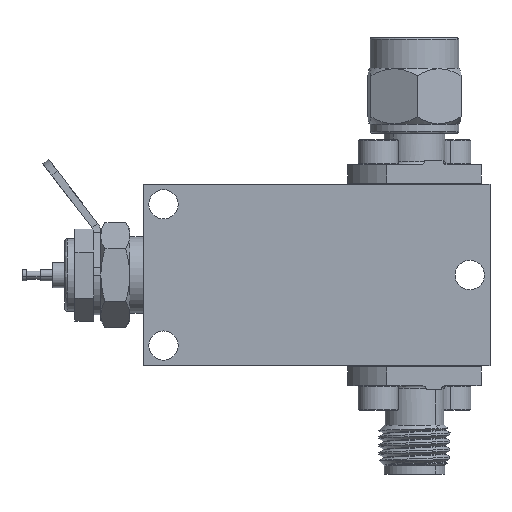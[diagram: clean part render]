
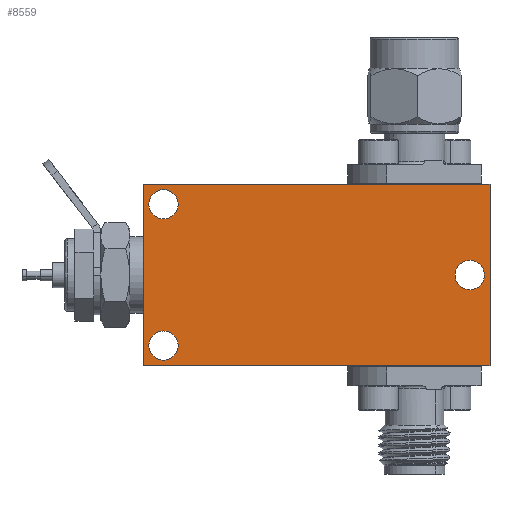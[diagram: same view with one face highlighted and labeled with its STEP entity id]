
A CAD part, front view. The second image highlights one B-rep face of the part: STEP entity #8559.
In plain terms, the highlighted planar face has unit normal (0, -1, 0).
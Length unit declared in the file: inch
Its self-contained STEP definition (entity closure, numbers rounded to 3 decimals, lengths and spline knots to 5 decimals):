
#192 = DIRECTION ( 'NONE',  ( 0., 0., -1. ) ) ;
#195 = VERTEX_POINT ( 'NONE', #3765 ) ;
#576 = DIRECTION ( 'NONE',  ( 0., 0., -1. ) ) ;
#945 = DIRECTION ( 'NONE',  ( 0., 0., 1. ) ) ;
#1474 = VECTOR ( 'NONE', #14961, 39.37008 ) ;
#1492 = EDGE_CURVE ( 'NONE', #7662, #1592, #5748, .T. ) ;
#1503 = VERTEX_POINT ( 'NONE', #11834 ) ;
#1592 = VERTEX_POINT ( 'NONE', #17737 ) ;
#1644 = VERTEX_POINT ( 'NONE', #14353 ) ;
#1712 = CIRCLE ( 'NONE', #12154, 0.05075 ) ;
#2027 = DIRECTION ( 'NONE',  ( 0., -1., 0. ) ) ;
#2258 = EDGE_CURVE ( 'NONE', #11131, #195, #6589, .T. ) ;
#2483 = CIRCLE ( 'NONE', #15529, 0.05075 ) ;
#2846 = ORIENTED_EDGE ( 'NONE', *, *, #15166, .T. ) ;
#3179 = ORIENTED_EDGE ( 'NONE', *, *, #13094, .T. ) ;
#3207 = FACE_BOUND ( 'NONE', #9981, .T. ) ;
#3525 = DIRECTION ( 'NONE',  ( 0., 1., 0. ) ) ;
#3579 = DIRECTION ( 'NONE',  ( 0., 0., 1. ) ) ;
#3607 = VECTOR ( 'NONE', #192, 39.37008 ) ;
#3694 = EDGE_CURVE ( 'NONE', #1592, #7662, #1712, .T. ) ;
#3765 = CARTESIAN_POINT ( 'NONE',  ( -0.94, -0.515, 0.3145 ) ) ;
#3921 = EDGE_LOOP ( 'NONE', ( #2846, #14256 ) ) ;
#4500 = DIRECTION ( 'NONE',  ( 1., 0., 0. ) ) ;
#4592 = CARTESIAN_POINT ( 'NONE',  ( -0.94, -0.515, -0.3145 ) ) ;
#4726 = CARTESIAN_POINT ( 'NONE',  ( -0.87, -0.515, -0.244 ) ) ;
#4735 = CARTESIAN_POINT ( 'NONE',  ( 0.26, -0.515, 0.3145 ) ) ;
#4821 = DIRECTION ( 'NONE',  ( 0., 1., 0. ) ) ;
#4924 = DIRECTION ( 'NONE',  ( 0., 1., 0. ) ) ;
#5173 = CIRCLE ( 'NONE', #9794, 0.05075 ) ;
#5271 = LINE ( 'NONE', #17598, #1474 ) ;
#5284 = CARTESIAN_POINT ( 'NONE',  ( -0.87, -0.515, -0.19325 ) ) ;
#5581 = EDGE_CURVE ( 'NONE', #1644, #11131, #5271, .T. ) ;
#5748 = CIRCLE ( 'NONE', #10076, 0.05075 ) ;
#5867 = CARTESIAN_POINT ( 'NONE',  ( -0.87, -0.515, 0.19425 ) ) ;
#5934 = LINE ( 'NONE', #7371, #3607 ) ;
#6176 = DIRECTION ( 'NONE',  ( 0., 0., 1. ) ) ;
#6226 = FACE_OUTER_BOUND ( 'NONE', #7982, .T. ) ;
#6589 = LINE ( 'NONE', #14658, #17567 ) ;
#7371 = CARTESIAN_POINT ( 'NONE',  ( -0.94, -0.515, -0.3145 ) ) ;
#7662 = VERTEX_POINT ( 'NONE', #5867 ) ;
#7674 = DIRECTION ( 'NONE',  ( 0., 1., 0. ) ) ;
#7676 = DIRECTION ( 'NONE',  ( 0., 1., 0. ) ) ;
#7790 = VERTEX_POINT ( 'NONE', #14525 ) ;
#7967 = ORIENTED_EDGE ( 'NONE', *, *, #1492, .T. ) ;
#7982 = EDGE_LOOP ( 'NONE', ( #10614, #17157, #3179, #12409 ) ) ;
#8476 = EDGE_LOOP ( 'NONE', ( #12802, #7967 ) ) ;
#8559 = ADVANCED_FACE ( 'NONE', ( #6226, #10127, #14464, #3207 ), #8747, .T. ) ;
#8598 = EDGE_CURVE ( 'NONE', #15588, #1644, #14377, .T. ) ;
#8668 = CARTESIAN_POINT ( 'NONE',  ( -0.87, -0.515, 0.245 ) ) ;
#8747 = PLANE ( 'NONE',  #14312 ) ;
#9059 = DIRECTION ( 'NONE',  ( 0., 0., 1. ) ) ;
#9211 = CARTESIAN_POINT ( 'NONE',  ( -0.87, -0.515, 0.245 ) ) ;
#9794 = AXIS2_PLACEMENT_3D ( 'NONE', #15796, #4924, #10629 ) ;
#9867 = DIRECTION ( 'NONE',  ( 0., 1., 0. ) ) ;
#9981 = EDGE_LOOP ( 'NONE', ( #17798, #14019 ) ) ;
#10076 = AXIS2_PLACEMENT_3D ( 'NONE', #9211, #7676, #3579 ) ;
#10127 = FACE_BOUND ( 'NONE', #3921, .T. ) ;
#10270 = VECTOR ( 'NONE', #4500, 39.37008 ) ;
#10614 = ORIENTED_EDGE ( 'NONE', *, *, #5581, .T. ) ;
#10629 = DIRECTION ( 'NONE',  ( 0., 0., 1. ) ) ;
#11131 = VERTEX_POINT ( 'NONE', #4735 ) ;
#11268 = VERTEX_POINT ( 'NONE', #5284 ) ;
#11374 = CARTESIAN_POINT ( 'NONE',  ( -0.94, -0.515, -0.3145 ) ) ;
#11834 = CARTESIAN_POINT ( 'NONE',  ( -0.87, -0.515, -0.29475 ) ) ;
#11961 = CARTESIAN_POINT ( 'NONE',  ( 0.19, -0.515, 0. ) ) ;
#12080 = CARTESIAN_POINT ( 'NONE',  ( -0.94, -0.515, -0.3145 ) ) ;
#12110 = DIRECTION ( 'NONE',  ( -1., 0., 0. ) ) ;
#12154 = AXIS2_PLACEMENT_3D ( 'NONE', #8668, #9867, #17041 ) ;
#12409 = ORIENTED_EDGE ( 'NONE', *, *, #8598, .T. ) ;
#12802 = ORIENTED_EDGE ( 'NONE', *, *, #3694, .T. ) ;
#13094 = EDGE_CURVE ( 'NONE', #195, #15588, #5934, .T. ) ;
#13379 = CARTESIAN_POINT ( 'NONE',  ( -0.87, -0.515, -0.244 ) ) ;
#14019 = ORIENTED_EDGE ( 'NONE', *, *, #16756, .T. ) ;
#14088 = AXIS2_PLACEMENT_3D ( 'NONE', #13379, #7674, #945 ) ;
#14256 = ORIENTED_EDGE ( 'NONE', *, *, #14709, .T. ) ;
#14312 = AXIS2_PLACEMENT_3D ( 'NONE', #11374, #2027, #576 ) ;
#14353 = CARTESIAN_POINT ( 'NONE',  ( 0.26, -0.515, -0.3145 ) ) ;
#14377 = LINE ( 'NONE', #4592, #10270 ) ;
#14464 = FACE_BOUND ( 'NONE', #8476, .T. ) ;
#14525 = CARTESIAN_POINT ( 'NONE',  ( 0.19, -0.515, 0.05075 ) ) ;
#14658 = CARTESIAN_POINT ( 'NONE',  ( -0.94, -0.515, 0.3145 ) ) ;
#14704 = EDGE_CURVE ( 'NONE', #7790, #16679, #2483, .T. ) ;
#14709 = EDGE_CURVE ( 'NONE', #1503, #11268, #16698, .T. ) ;
#14961 = DIRECTION ( 'NONE',  ( 0., 0., 1. ) ) ;
#15166 = EDGE_CURVE ( 'NONE', #11268, #1503, #15829, .T. ) ;
#15529 = AXIS2_PLACEMENT_3D ( 'NONE', #11961, #4821, #6176 ) ;
#15588 = VERTEX_POINT ( 'NONE', #12080 ) ;
#15796 = CARTESIAN_POINT ( 'NONE',  ( 0.19, -0.515, 0. ) ) ;
#15829 = CIRCLE ( 'NONE', #14088, 0.05075 ) ;
#16679 = VERTEX_POINT ( 'NONE', #17085 ) ;
#16698 = CIRCLE ( 'NONE', #16993, 0.05075 ) ;
#16756 = EDGE_CURVE ( 'NONE', #16679, #7790, #5173, .T. ) ;
#16993 = AXIS2_PLACEMENT_3D ( 'NONE', #4726, #3525, #9059 ) ;
#17041 = DIRECTION ( 'NONE',  ( 0., 0., 1. ) ) ;
#17085 = CARTESIAN_POINT ( 'NONE',  ( 0.19, -0.515, -0.05075 ) ) ;
#17157 = ORIENTED_EDGE ( 'NONE', *, *, #2258, .T. ) ;
#17567 = VECTOR ( 'NONE', #12110, 39.37008 ) ;
#17598 = CARTESIAN_POINT ( 'NONE',  ( 0.26, -0.515, -0.3145 ) ) ;
#17737 = CARTESIAN_POINT ( 'NONE',  ( -0.87, -0.515, 0.29575 ) ) ;
#17798 = ORIENTED_EDGE ( 'NONE', *, *, #14704, .T. ) ;
